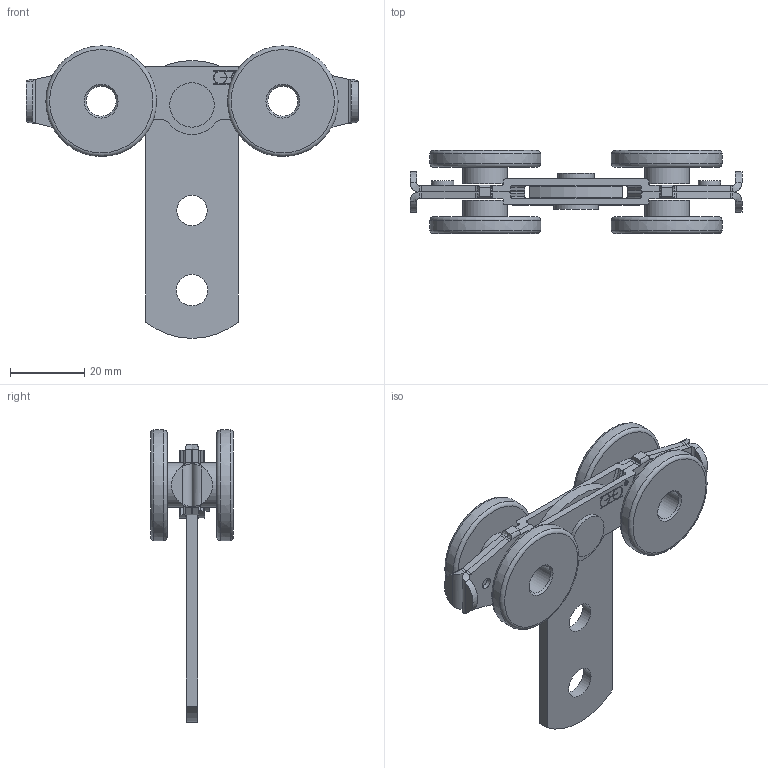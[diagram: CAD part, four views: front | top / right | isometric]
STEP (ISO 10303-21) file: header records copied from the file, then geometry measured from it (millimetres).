
FILE_DESCRIPTION(/* description */ (''),/* implementation_level */ '2;1');
FILE_NAME(/* name */ '2732.stp',/* time_stamp */ '2015-01-29T09:59:13+01:00',/* author */ ('Giuliano'),/* organization */ (''),/* preprocessor_version */ 'ST-DEVELOPER v15.6',/* originating_system */ 'Autodesk Inventor 2015',/* authorisation */ '');
FILE_SCHEMA (('AUTOMOTIVE_DESIGN { 1 0 10303 214 3 1 1 }'));
Length unit declared in the file: millimetre
Products named in the file (6): 15165; 15241; 15211; 32732; 18476; 2732
Bounding box: 89.6 x 22.4 x 79 mm (x, y, z)
Volume: 22990.2 mm3; surface area: 19020.4 mm2
Topology: 7 solids, 7 shells, 378 faces, 964 edges, 614 vertices
Faces by surface type: plane 176, cylinder 115, bspline 55, torus 16, sphere 8, cone 8
Full cylindrical faces by diameter (mm): 1.342 x1, 1.458 x1, 3 x2, 6 x2, 8.1 x4, 8.2 x1, 8.5 x1, 9.9 x1, 10.2 x3, 12 x5
Entity records: 13449 total; most frequent: CARTESIAN_POINT 5020, ORIENTED_EDGE 1760, DIRECTION 1595, EDGE_CURVE 880, VERTEX_POINT 578, LINE 555, VECTOR 555, AXIS2_PLACEMENT_3D 520
